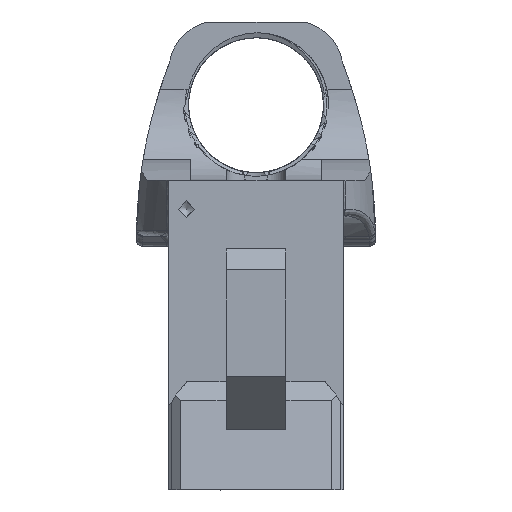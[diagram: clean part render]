
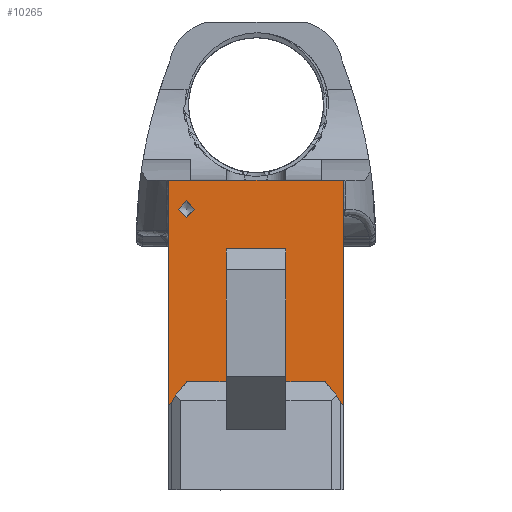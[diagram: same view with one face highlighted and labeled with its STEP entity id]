
A CAD part, left-side view. The second image highlights one B-rep face of the part: STEP entity #10265.
In plain terms, the highlighted planar face has unit normal (-1, 0, 0).
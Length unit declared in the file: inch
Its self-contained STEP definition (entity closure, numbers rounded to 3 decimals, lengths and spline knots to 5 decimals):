
#291=FACE_BOUND('',#1500,.T.);
#337=PLANE('',#10873);
#921=FACE_OUTER_BOUND('',#1499,.T.);
#1499=EDGE_LOOP('',(#6869,#6870,#6871,#6872,#6873,#6874,#6875,#6876,#6877,
#6878,#6879,#6880,#6881,#6882,#6883,#6884,#6885));
#1500=EDGE_LOOP('',(#6886,#6887,#6888,#6889));
#2510=LINE('',#15643,#3267);
#2564=LINE('',#15875,#3321);
#2574=LINE('',#15894,#3331);
#2575=LINE('',#15897,#3332);
#2577=LINE('',#15901,#3334);
#2578=LINE('',#15902,#3335);
#2579=LINE('',#15904,#3336);
#2580=LINE('',#15906,#3337);
#2581=LINE('',#15908,#3338);
#2582=LINE('',#15910,#3339);
#2583=LINE('',#15912,#3340);
#2584=LINE('',#15914,#3341);
#2585=LINE('',#15916,#3342);
#2586=LINE('',#15918,#3343);
#2587=LINE('',#15920,#3344);
#2588=LINE('',#15922,#3345);
#2589=LINE('',#15923,#3346);
#2590=LINE('',#15926,#3347);
#2591=LINE('',#15928,#3348);
#2592=LINE('',#15930,#3349);
#2593=LINE('',#15931,#3350);
#3267=VECTOR('',#11830,0.3937);
#3321=VECTOR('',#11922,0.3937);
#3331=VECTOR('',#11938,0.3937);
#3332=VECTOR('',#11941,0.3937);
#3334=VECTOR('',#11945,0.3937);
#3335=VECTOR('',#11946,0.3937);
#3336=VECTOR('',#11947,0.3937);
#3337=VECTOR('',#11948,0.3937);
#3338=VECTOR('',#11949,0.3937);
#3339=VECTOR('',#11950,0.3937);
#3340=VECTOR('',#11951,0.3937);
#3341=VECTOR('',#11952,0.3937);
#3342=VECTOR('',#11953,0.3937);
#3343=VECTOR('',#11954,0.3937);
#3344=VECTOR('',#11955,0.3937);
#3345=VECTOR('',#11956,0.3937);
#3346=VECTOR('',#11957,0.3937);
#3347=VECTOR('',#11958,0.3937);
#3348=VECTOR('',#11959,0.3937);
#3349=VECTOR('',#11960,0.3937);
#3350=VECTOR('',#11961,0.3937);
#4042=VERTEX_POINT('',#15641);
#4043=VERTEX_POINT('',#15642);
#4106=VERTEX_POINT('',#15872);
#4107=VERTEX_POINT('',#15874);
#4113=VERTEX_POINT('',#15892);
#4114=VERTEX_POINT('',#15896);
#4115=VERTEX_POINT('',#15900);
#4116=VERTEX_POINT('',#15903);
#4117=VERTEX_POINT('',#15905);
#4118=VERTEX_POINT('',#15907);
#4119=VERTEX_POINT('',#15909);
#4120=VERTEX_POINT('',#15911);
#4121=VERTEX_POINT('',#15913);
#4122=VERTEX_POINT('',#15915);
#4123=VERTEX_POINT('',#15917);
#4124=VERTEX_POINT('',#15919);
#4125=VERTEX_POINT('',#15921);
#4126=VERTEX_POINT('',#15924);
#4127=VERTEX_POINT('',#15925);
#4128=VERTEX_POINT('',#15927);
#4129=VERTEX_POINT('',#15929);
#5110=EDGE_CURVE('',#4042,#4043,#2510,.T.);
#5182=EDGE_CURVE('',#4106,#4107,#2564,.T.);
#5192=EDGE_CURVE('',#4113,#4042,#2574,.T.);
#5193=EDGE_CURVE('',#4114,#4107,#2575,.T.);
#5195=EDGE_CURVE('',#4115,#4106,#2577,.T.);
#5196=EDGE_CURVE('',#4043,#4115,#2578,.T.);
#5197=EDGE_CURVE('',#4116,#4113,#2579,.T.);
#5198=EDGE_CURVE('',#4117,#4116,#2580,.T.);
#5199=EDGE_CURVE('',#4118,#4117,#2581,.T.);
#5200=EDGE_CURVE('',#4119,#4118,#2582,.T.);
#5201=EDGE_CURVE('',#4120,#4119,#2583,.T.);
#5202=EDGE_CURVE('',#4121,#4120,#2584,.T.);
#5203=EDGE_CURVE('',#4122,#4121,#2585,.T.);
#5204=EDGE_CURVE('',#4123,#4122,#2586,.T.);
#5205=EDGE_CURVE('',#4124,#4123,#2587,.T.);
#5206=EDGE_CURVE('',#4124,#4125,#2588,.T.);
#5207=EDGE_CURVE('',#4114,#4125,#2589,.F.);
#5208=EDGE_CURVE('',#4126,#4127,#2590,.T.);
#5209=EDGE_CURVE('',#4128,#4126,#2591,.T.);
#5210=EDGE_CURVE('',#4129,#4128,#2592,.T.);
#5211=EDGE_CURVE('',#4127,#4129,#2593,.T.);
#6869=ORIENTED_EDGE('',*,*,#5193,.T.);
#6870=ORIENTED_EDGE('',*,*,#5182,.F.);
#6871=ORIENTED_EDGE('',*,*,#5195,.F.);
#6872=ORIENTED_EDGE('',*,*,#5196,.F.);
#6873=ORIENTED_EDGE('',*,*,#5110,.F.);
#6874=ORIENTED_EDGE('',*,*,#5192,.F.);
#6875=ORIENTED_EDGE('',*,*,#5197,.F.);
#6876=ORIENTED_EDGE('',*,*,#5198,.F.);
#6877=ORIENTED_EDGE('',*,*,#5199,.F.);
#6878=ORIENTED_EDGE('',*,*,#5200,.F.);
#6879=ORIENTED_EDGE('',*,*,#5201,.F.);
#6880=ORIENTED_EDGE('',*,*,#5202,.F.);
#6881=ORIENTED_EDGE('',*,*,#5203,.F.);
#6882=ORIENTED_EDGE('',*,*,#5204,.F.);
#6883=ORIENTED_EDGE('',*,*,#5205,.F.);
#6884=ORIENTED_EDGE('',*,*,#5206,.T.);
#6885=ORIENTED_EDGE('',*,*,#5207,.F.);
#6886=ORIENTED_EDGE('',*,*,#5208,.F.);
#6887=ORIENTED_EDGE('',*,*,#5209,.F.);
#6888=ORIENTED_EDGE('',*,*,#5210,.F.);
#6889=ORIENTED_EDGE('',*,*,#5211,.F.);
#10265=ADVANCED_FACE('',(#921,#291),#337,.F.);
#10873=AXIS2_PLACEMENT_3D('',#15899,#11943,#11944);
#11830=DIRECTION('',(0.,1.,0.));
#11922=DIRECTION('',(0.,0.,-1.));
#11938=DIRECTION('',(0.,0.,-1.));
#11941=DIRECTION('',(0.,-1.,0.));
#11943=DIRECTION('center_axis',(1.,0.,0.));
#11944=DIRECTION('ref_axis',(0.,1.,0.));
#11945=DIRECTION('',(0.,-1.,0.));
#11946=DIRECTION('',(0.,0.,1.));
#11947=DIRECTION('',(0.,0.568,-0.823));
#11948=DIRECTION('',(0.,0.,-1.));
#11949=DIRECTION('',(0.,1.,0.001));
#11950=DIRECTION('',(0.,0.,-1.));
#11951=DIRECTION('',(0.,1.,0.));
#11952=DIRECTION('',(0.,0.,1.));
#11953=DIRECTION('',(0.,1.,0.001));
#11954=DIRECTION('',(0.,0.,1.));
#11955=DIRECTION('',(0.,0.568,0.823));
#11956=DIRECTION('',(0.,-1.,0.));
#11957=DIRECTION('',(0.,-0.702,-0.712));
#11958=DIRECTION('',(0.,0.707,0.707));
#11959=DIRECTION('',(0.,-0.707,0.707));
#11960=DIRECTION('',(0.,-0.707,-0.707));
#11961=DIRECTION('',(0.,0.707,-0.707));
#15641=CARTESIAN_POINT('',(-6.022,-1.50295,0.00756));
#15642=CARTESIAN_POINT('',(-6.022,-1.47977,0.00756));
#15643=CARTESIAN_POINT('',(-6.022,-2.18006,0.00756));
#15872=CARTESIAN_POINT('',(-6.022,-2.9417,2.59772));
#15874=CARTESIAN_POINT('',(-6.022,-2.9417,0.70551));
#15875=CARTESIAN_POINT('',(-6.022,-2.9417,1.33378));
#15892=CARTESIAN_POINT('',(-6.022,-1.50295,0.72825));
#15894=CARTESIAN_POINT('',(-6.022,-1.50295,0.94832));
#15896=CARTESIAN_POINT('',(-6.022,-2.94164,0.70551));
#15897=CARTESIAN_POINT('',(-6.022,-2.79587,0.70548));
#15899=CARTESIAN_POINT('Origin',(-6.022,-2.65,1.4));
#15900=CARTESIAN_POINT('',(-6.022,-1.47977,2.59772));
#15901=CARTESIAN_POINT('',(-6.022,-2.55537,2.59772));
#15902=CARTESIAN_POINT('',(-6.022,-1.47977,1.67378));
#15903=CARTESIAN_POINT('',(-6.022,-1.62795,0.90954));
#15904=CARTESIAN_POINT('',(-6.022,-1.60349,0.87406));
#15905=CARTESIAN_POINT('',(-6.022,-1.62795,0.91245));
#15906=CARTESIAN_POINT('',(-6.022,-1.62795,2.02999));
#15907=CARTESIAN_POINT('',(-6.022,-1.96095,0.91218));
#15908=CARTESIAN_POINT('',(-6.022,-1.90528,0.91222));
#15909=CARTESIAN_POINT('',(-6.022,-1.96095,2.02474));
#15910=CARTESIAN_POINT('',(-6.022,-1.96095,1.87487));
#15911=CARTESIAN_POINT('',(-6.022,-2.46095,2.02474));
#15912=CARTESIAN_POINT('',(-6.022,-3.20708,2.02474));
#15913=CARTESIAN_POINT('',(-6.022,-2.46095,0.91177));
#15914=CARTESIAN_POINT('',(-6.022,-2.46095,1.87487));
#15915=CARTESIAN_POINT('',(-6.022,-2.79395,0.9115));
#15916=CARTESIAN_POINT('',(-6.022,-1.90528,0.91222));
#15917=CARTESIAN_POINT('',(-6.022,-2.79395,0.90971));
#15918=CARTESIAN_POINT('',(-6.022,-2.79395,0.78829));
#15919=CARTESIAN_POINT('',(-6.022,-2.91895,0.72845));
#15920=CARTESIAN_POINT('',(-6.022,-2.95806,0.67174));
#15921=CARTESIAN_POINT('',(-6.022,-2.91904,0.72845));
#15922=CARTESIAN_POINT('',(-6.022,-2.78452,0.72843));
#15923=CARTESIAN_POINT('',(-6.022,-2.85106,0.79747));
#15924=CARTESIAN_POINT('',(-6.022,-1.69632,2.35756));
#15925=CARTESIAN_POINT('',(-6.022,-1.62773,2.42615));
#15926=CARTESIAN_POINT('',(-6.022,-2.13984,1.91405));
#15927=CARTESIAN_POINT('',(-6.022,-1.62773,2.28897));
#15928=CARTESIAN_POINT('',(-6.022,-1.69535,2.35659));
#15929=CARTESIAN_POINT('',(-6.022,-1.55915,2.35756));
#15930=CARTESIAN_POINT('',(-6.022,-2.10554,1.81116));
#15931=CARTESIAN_POINT('',(-6.022,-1.59247,2.39089));
